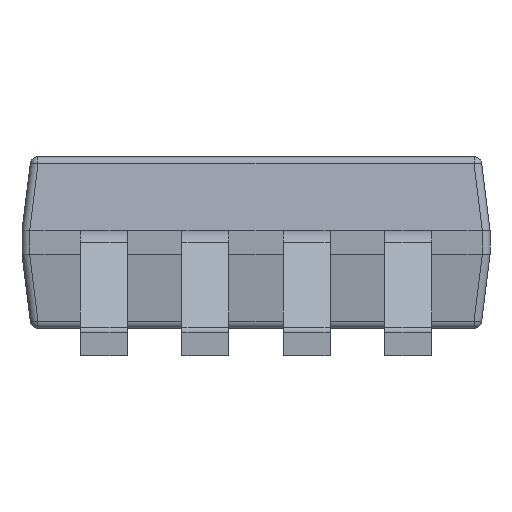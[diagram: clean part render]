
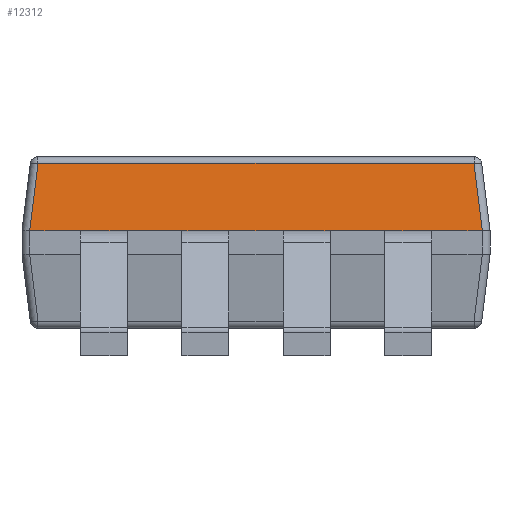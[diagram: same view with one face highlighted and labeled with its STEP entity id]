
A CAD part, front view. The second image highlights one B-rep face of the part: STEP entity #12312.
In plain terms, the highlighted planar face has unit normal (0, -0.993, 0.122).
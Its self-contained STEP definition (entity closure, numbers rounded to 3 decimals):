
#12 = CARTESIAN_POINT ( 'NONE',  ( 1.45, -1.5, 0.625 ) ) ;
#115 = DIRECTION ( 'NONE',  ( -1., 0., 0. ) ) ;
#124 = LINE ( 'NONE', #13936, #8188 ) ;
#176 = EDGE_CURVE ( 'NONE', #23968, #14464, #1278, .T. ) ;
#358 = EDGE_CURVE ( 'NONE', #28080, #13808, #8866, .T. ) ;
#424 = CARTESIAN_POINT ( 'NONE',  ( 0., -1.442, 1.1 ) ) ;
#453 = CARTESIAN_POINT ( 'NONE',  ( 1.45, -1.5, 0.625 ) ) ;
#1273 = VERTEX_POINT ( 'NONE', #18485 ) ;
#1278 = LINE ( 'NONE', #12337, #24006 ) ;
#1617 = ORIENTED_EDGE ( 'NONE', *, *, #358, .F. ) ;
#1925 = CARTESIAN_POINT ( 'NONE',  ( -1.45, -1.5, 0.625 ) ) ;
#2026 = CARTESIAN_POINT ( 'NONE',  ( 1.45, -1.5, 0.625 ) ) ;
#2500 = DIRECTION ( 'NONE',  ( -0.121, 0.121, 0.985 ) ) ;
#2733 = DIRECTION ( 'NONE',  ( 0., 0.993, -0.122 ) ) ;
#2835 = DIRECTION ( 'NONE',  ( -1., 0., 0. ) ) ;
#2866 = CARTESIAN_POINT ( 'NONE',  ( 1.125, -1.5, 0.625 ) ) ;
#3068 = VERTEX_POINT ( 'NONE', #5588 ) ;
#3115 = EDGE_CURVE ( 'NONE', #11719, #25795, #23947, .T. ) ;
#3674 = ORIENTED_EDGE ( 'NONE', *, *, #18143, .F. ) ;
#4601 = CARTESIAN_POINT ( 'NONE',  ( -0.475, -1.5, 0.625 ) ) ;
#4948 = CARTESIAN_POINT ( 'NONE',  ( 0.475, -1.5, 0.625 ) ) ;
#5341 = LINE ( 'NONE', #18983, #26113 ) ;
#5588 = CARTESIAN_POINT ( 'NONE',  ( 0.825, -1.5, 0.625 ) ) ;
#5625 = CARTESIAN_POINT ( 'NONE',  ( -1.5, -1.5, 0.625 ) ) ;
#5641 = DIRECTION ( 'NONE',  ( -1., 0., 0. ) ) ;
#5844 = ORIENTED_EDGE ( 'NONE', *, *, #27251, .T. ) ;
#5921 = ORIENTED_EDGE ( 'NONE', *, *, #176, .F. ) ;
#6188 = CARTESIAN_POINT ( 'NONE',  ( -1.45, -1.5, 0.625 ) ) ;
#6565 = LINE ( 'NONE', #27061, #24515 ) ;
#7005 = DIRECTION ( 'NONE',  ( -1., 0., 0. ) ) ;
#7090 = VERTEX_POINT ( 'NONE', #22995 ) ;
#7539 = VECTOR ( 'NONE', #2500, 1000. ) ;
#8113 = LINE ( 'NONE', #10543, #14731 ) ;
#8188 = VECTOR ( 'NONE', #9020, 1000. ) ;
#8207 = VECTOR ( 'NONE', #26240, 1000. ) ;
#8239 = VECTOR ( 'NONE', #7005, 1000. ) ;
#8366 = EDGE_CURVE ( 'NONE', #3068, #15242, #12109, .T. ) ;
#8743 = EDGE_LOOP ( 'NONE', ( #24587, #22474, #10653, #18687, #19041, #5844, #5921, #23407, #3674, #1617, #17233, #15956, #22692, #10877 ) ) ;
#8866 = LINE ( 'NONE', #17409, #24111 ) ;
#9020 = DIRECTION ( 'NONE',  ( -1., 0., 0. ) ) ;
#9204 = LINE ( 'NONE', #20351, #13201 ) ;
#9825 = DIRECTION ( 'NONE',  ( -1., 0., 0. ) ) ;
#10343 = EDGE_CURVE ( 'NONE', #19685, #19110, #23208, .T. ) ;
#10370 = CARTESIAN_POINT ( 'NONE',  ( -1.372, -1.421, 1.266 ) ) ;
#10403 = EDGE_CURVE ( 'NONE', #28262, #23968, #20638, .T. ) ;
#10543 = CARTESIAN_POINT ( 'NONE',  ( -1.5, -1.5, 0.625 ) ) ;
#10653 = ORIENTED_EDGE ( 'NONE', *, *, #14944, .T. ) ;
#10877 = ORIENTED_EDGE ( 'NONE', *, *, #16226, .F. ) ;
#11384 = EDGE_CURVE ( 'NONE', #19685, #24370, #16665, .T. ) ;
#11407 = AXIS2_PLACEMENT_3D ( 'NONE', #424, #2733, #24901 ) ;
#11518 = EDGE_CURVE ( 'NONE', #1273, #28080, #8113, .T. ) ;
#11719 = VERTEX_POINT ( 'NONE', #14316 ) ;
#12109 = LINE ( 'NONE', #23218, #27129 ) ;
#12312 = ADVANCED_FACE ( 'NONE', ( #18430 ), #15988, .F. ) ;
#12337 = CARTESIAN_POINT ( 'NONE',  ( -1.5, -1.5, 0.625 ) ) ;
#13201 = VECTOR ( 'NONE', #25060, 1000. ) ;
#13808 = VERTEX_POINT ( 'NONE', #4601 ) ;
#13876 = EDGE_CURVE ( 'NONE', #7090, #11719, #5341, .T. ) ;
#13936 = CARTESIAN_POINT ( 'NONE',  ( 0.825, -1.5, 0.625 ) ) ;
#14316 = CARTESIAN_POINT ( 'NONE',  ( -1.397, -1.447, 1.056 ) ) ;
#14464 = VERTEX_POINT ( 'NONE', #20201 ) ;
#14731 = VECTOR ( 'NONE', #19389, 1000. ) ;
#14944 = EDGE_CURVE ( 'NONE', #19110, #7090, #20549, .T. ) ;
#15242 = VERTEX_POINT ( 'NONE', #4948 ) ;
#15956 = ORIENTED_EDGE ( 'NONE', *, *, #26460, .F. ) ;
#15988 = PLANE ( 'NONE',  #11407 ) ;
#16226 = EDGE_CURVE ( 'NONE', #24370, #3068, #124, .T. ) ;
#16665 = LINE ( 'NONE', #5625, #17501 ) ;
#17233 = ORIENTED_EDGE ( 'NONE', *, *, #11518, .F. ) ;
#17409 = CARTESIAN_POINT ( 'NONE',  ( -0.475, -1.5, 0.625 ) ) ;
#17501 = VECTOR ( 'NONE', #2835, 1000. ) ;
#18143 = EDGE_CURVE ( 'NONE', #13808, #28262, #6565, .T. ) ;
#18430 = FACE_OUTER_BOUND ( 'NONE', #8743, .T. ) ;
#18485 = CARTESIAN_POINT ( 'NONE',  ( 0.175, -1.5, 0.625 ) ) ;
#18687 = ORIENTED_EDGE ( 'NONE', *, *, #13876, .T. ) ;
#18983 = CARTESIAN_POINT ( 'NONE',  ( -1.442, -1.447, 1.056 ) ) ;
#19012 = DIRECTION ( 'NONE',  ( -1., 0., 0. ) ) ;
#19041 = ORIENTED_EDGE ( 'NONE', *, *, #3115, .T. ) ;
#19061 =( BOUNDED_CURVE ( )  B_SPLINE_CURVE ( 3, ( #28448, #19513, #1925, #6188 ),
 .UNSPECIFIED., .F., .T. ) 
 B_SPLINE_CURVE_WITH_KNOTS ( ( 4, 4 ),
 ( 6.276, 6.283 ),
 .UNSPECIFIED. ) 
 CURVE ( )  GEOMETRIC_REPRESENTATION_ITEM ( )  RATIONAL_B_SPLINE_CURVE ( ( 1., 1., 1., 1. ) ) 
 REPRESENTATION_ITEM ( '' )  );
#19110 = VERTEX_POINT ( 'NONE', #453 ) ;
#19389 = DIRECTION ( 'NONE',  ( -1., 0., 0. ) ) ;
#19513 = CARTESIAN_POINT ( 'NONE',  ( -1.45, -1.5, 0.625 ) ) ;
#19685 = VERTEX_POINT ( 'NONE', #22309 ) ;
#20201 = CARTESIAN_POINT ( 'NONE',  ( -1.45, -1.5, 0.625 ) ) ;
#20351 = CARTESIAN_POINT ( 'NONE',  ( 0.175, -1.5, 0.625 ) ) ;
#20388 = CARTESIAN_POINT ( 'NONE',  ( 1.372, -1.421, 1.266 ) ) ;
#20549 = LINE ( 'NONE', #20388, #7539 ) ;
#20638 = LINE ( 'NONE', #25051, #8239 ) ;
#21525 = CARTESIAN_POINT ( 'NONE',  ( -1.45, -1.5, 0.625 ) ) ;
#22144 = CARTESIAN_POINT ( 'NONE',  ( 1.45, -1.5, 0.625 ) ) ;
#22309 = CARTESIAN_POINT ( 'NONE',  ( 1.45, -1.5, 0.625 ) ) ;
#22474 = ORIENTED_EDGE ( 'NONE', *, *, #10343, .T. ) ;
#22692 = ORIENTED_EDGE ( 'NONE', *, *, #8366, .F. ) ;
#22995 = CARTESIAN_POINT ( 'NONE',  ( 1.397, -1.447, 1.056 ) ) ;
#23208 =( BOUNDED_CURVE ( )  B_SPLINE_CURVE ( 3, ( #12, #22144, #24338, #2026 ),
 .UNSPECIFIED., .F., .F. ) 
 B_SPLINE_CURVE_WITH_KNOTS ( ( 4, 4 ),
 ( 0., 0.007 ),
 .UNSPECIFIED. ) 
 CURVE ( )  GEOMETRIC_REPRESENTATION_ITEM ( )  RATIONAL_B_SPLINE_CURVE ( ( 1., 1., 1., 1. ) ) 
 REPRESENTATION_ITEM ( '' )  );
#23218 = CARTESIAN_POINT ( 'NONE',  ( -1.5, -1.5, 0.625 ) ) ;
#23407 = ORIENTED_EDGE ( 'NONE', *, *, #10403, .F. ) ;
#23947 = LINE ( 'NONE', #10370, #8207 ) ;
#23968 = VERTEX_POINT ( 'NONE', #25954 ) ;
#24006 = VECTOR ( 'NONE', #19012, 1000. ) ;
#24111 = VECTOR ( 'NONE', #115, 1000. ) ;
#24180 = DIRECTION ( 'NONE',  ( -1., 0., 0. ) ) ;
#24338 = CARTESIAN_POINT ( 'NONE',  ( 1.45, -1.5, 0.625 ) ) ;
#24370 = VERTEX_POINT ( 'NONE', #2866 ) ;
#24515 = VECTOR ( 'NONE', #24180, 1000. ) ;
#24587 = ORIENTED_EDGE ( 'NONE', *, *, #11384, .F. ) ;
#24901 = DIRECTION ( 'NONE',  ( 1., 0., 0. ) ) ;
#25051 = CARTESIAN_POINT ( 'NONE',  ( -1.125, -1.5, 0.625 ) ) ;
#25060 = DIRECTION ( 'NONE',  ( -1., 0., 0. ) ) ;
#25076 = CARTESIAN_POINT ( 'NONE',  ( -0.825, -1.5, 0.625 ) ) ;
#25795 = VERTEX_POINT ( 'NONE', #21525 ) ;
#25954 = CARTESIAN_POINT ( 'NONE',  ( -1.125, -1.5, 0.625 ) ) ;
#26113 = VECTOR ( 'NONE', #5641, 1000. ) ;
#26240 = DIRECTION ( 'NONE',  ( -0.121, -0.121, -0.985 ) ) ;
#26460 = EDGE_CURVE ( 'NONE', #15242, #1273, #9204, .T. ) ;
#27061 = CARTESIAN_POINT ( 'NONE',  ( -1.5, -1.5, 0.625 ) ) ;
#27129 = VECTOR ( 'NONE', #9825, 1000. ) ;
#27251 = EDGE_CURVE ( 'NONE', #25795, #14464, #19061, .T. ) ;
#28080 = VERTEX_POINT ( 'NONE', #28151 ) ;
#28151 = CARTESIAN_POINT ( 'NONE',  ( -0.175, -1.5, 0.625 ) ) ;
#28262 = VERTEX_POINT ( 'NONE', #25076 ) ;
#28448 = CARTESIAN_POINT ( 'NONE',  ( -1.45, -1.5, 0.625 ) ) ;
